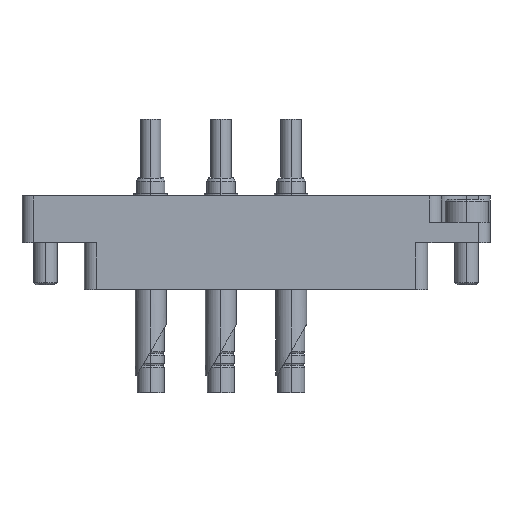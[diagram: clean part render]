
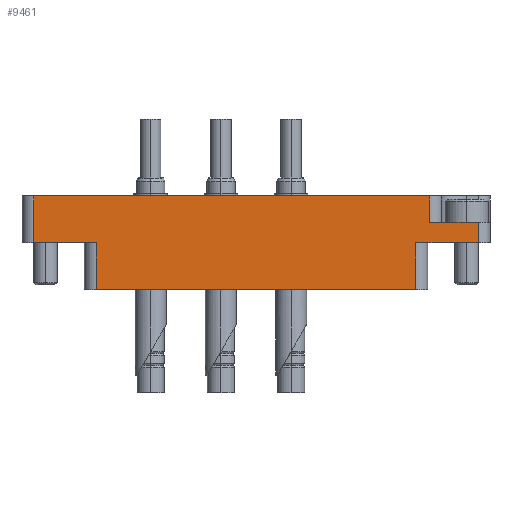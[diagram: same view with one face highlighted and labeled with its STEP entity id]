
A CAD part, left-side view. The second image highlights one B-rep face of the part: STEP entity #9461.
In plain terms, the highlighted face is planar.
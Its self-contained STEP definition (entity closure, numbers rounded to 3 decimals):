
#40 = CARTESIAN_POINT ( 'NONE',  ( -20.5, -6., 14.35 ) ) ;
#216 = LINE ( 'NONE', #3882, #2290 ) ;
#257 = VERTEX_POINT ( 'NONE', #6267 ) ;
#304 = CARTESIAN_POINT ( 'NONE',  ( 20.5, 0., 14.35 ) ) ;
#535 = EDGE_CURVE ( 'NONE', #6743, #3344, #4986, .T. ) ;
#572 = EDGE_CURVE ( 'NONE', #4224, #764, #10412, .T. ) ;
#661 = VERTEX_POINT ( 'NONE', #785 ) ;
#764 = VERTEX_POINT ( 'NONE', #304 ) ;
#785 = CARTESIAN_POINT ( 'NONE',  ( 28.5, 2.6, 14.35 ) ) ;
#870 = ORIENTED_EDGE ( 'NONE', *, *, #6080, .T. ) ;
#949 = CARTESIAN_POINT ( 'NONE',  ( -28.5, 6., 14.35 ) ) ;
#956 = LINE ( 'NONE', #6274, #1238 ) ;
#1238 = VECTOR ( 'NONE', #9870, 1000. ) ;
#1272 = CARTESIAN_POINT ( 'NONE',  ( 20.5, 0., 14.35 ) ) ;
#1544 = VERTEX_POINT ( 'NONE', #3641 ) ;
#1577 = CARTESIAN_POINT ( 'NONE',  ( 28.5, 2.6, 14.35 ) ) ;
#1754 = LINE ( 'NONE', #2692, #3998 ) ;
#1892 = FACE_OUTER_BOUND ( 'NONE', #3156, .T. ) ;
#2128 = EDGE_CURVE ( 'NONE', #8398, #764, #1754, .T. ) ;
#2154 = DIRECTION ( 'NONE',  ( 0., 1., 0. ) ) ;
#2200 = ORIENTED_EDGE ( 'NONE', *, *, #10832, .T. ) ;
#2290 = VECTOR ( 'NONE', #4825, 1000. ) ;
#2528 = DIRECTION ( 'NONE',  ( -1., 0., 0. ) ) ;
#2692 = CARTESIAN_POINT ( 'NONE',  ( 30., 0., 14.35 ) ) ;
#2750 = CARTESIAN_POINT ( 'NONE',  ( -28.5, 0., 14.35 ) ) ;
#2884 = DIRECTION ( 'NONE',  ( 0., -1., 0. ) ) ;
#3156 = EDGE_LOOP ( 'NONE', ( #11268, #10456, #9740, #9309, #8535, #9160, #4571, #2200, #5584, #870 ) ) ;
#3344 = VERTEX_POINT ( 'NONE', #2750 ) ;
#3402 = DIRECTION ( 'NONE',  ( -1., 0., 0. ) ) ;
#3587 = LINE ( 'NONE', #5541, #9746 ) ;
#3616 = LINE ( 'NONE', #5456, #11007 ) ;
#3641 = CARTESIAN_POINT ( 'NONE',  ( 22.25, 2.6, 14.35 ) ) ;
#3767 = LINE ( 'NONE', #10961, #9284 ) ;
#3882 = CARTESIAN_POINT ( 'NONE',  ( 30., 2.6, 14.35 ) ) ;
#3998 = VECTOR ( 'NONE', #2528, 1000. ) ;
#4224 = VERTEX_POINT ( 'NONE', #8212 ) ;
#4571 = ORIENTED_EDGE ( 'NONE', *, *, #7774, .F. ) ;
#4721 = DIRECTION ( 'NONE',  ( -1., 0., 0. ) ) ;
#4825 = DIRECTION ( 'NONE',  ( 1., 0., 0. ) ) ;
#4986 = LINE ( 'NONE', #6873, #6094 ) ;
#5116 = LINE ( 'NONE', #1577, #6098 ) ;
#5456 = CARTESIAN_POINT ( 'NONE',  ( 22.25, 0., 14.35 ) ) ;
#5541 = CARTESIAN_POINT ( 'NONE',  ( -30., 6., 14.35 ) ) ;
#5584 = ORIENTED_EDGE ( 'NONE', *, *, #535, .F. ) ;
#5698 = VERTEX_POINT ( 'NONE', #40 ) ;
#6080 = EDGE_CURVE ( 'NONE', #6743, #5698, #956, .T. ) ;
#6094 = VECTOR ( 'NONE', #10290, 1000. ) ;
#6098 = VECTOR ( 'NONE', #10600, 1000. ) ;
#6267 = CARTESIAN_POINT ( 'NONE',  ( 22.25, 6., 14.35 ) ) ;
#6274 = CARTESIAN_POINT ( 'NONE',  ( -20.5, 0., 14.35 ) ) ;
#6363 = DIRECTION ( 'NONE',  ( 1., 0., 0. ) ) ;
#6743 = VERTEX_POINT ( 'NONE', #9843 ) ;
#6873 = CARTESIAN_POINT ( 'NONE',  ( 30., 0., 14.35 ) ) ;
#7774 = EDGE_CURVE ( 'NONE', #9462, #257, #3587, .T. ) ;
#8092 = DIRECTION ( 'NONE',  ( 0., 0., -1. ) ) ;
#8212 = CARTESIAN_POINT ( 'NONE',  ( 20.5, -6., 14.35 ) ) ;
#8398 = VERTEX_POINT ( 'NONE', #8872 ) ;
#8433 = EDGE_CURVE ( 'NONE', #1544, #257, #3616, .T. ) ;
#8519 = AXIS2_PLACEMENT_3D ( 'NONE', #9093, #8092, #4721 ) ;
#8535 = ORIENTED_EDGE ( 'NONE', *, *, #9901, .F. ) ;
#8781 = CARTESIAN_POINT ( 'NONE',  ( -22., -6., 14.35 ) ) ;
#8872 = CARTESIAN_POINT ( 'NONE',  ( 28.5, 0., 14.35 ) ) ;
#9093 = CARTESIAN_POINT ( 'NONE',  ( -30., 0., 14.35 ) ) ;
#9160 = ORIENTED_EDGE ( 'NONE', *, *, #8433, .T. ) ;
#9284 = VECTOR ( 'NONE', #2884, 1000. ) ;
#9309 = ORIENTED_EDGE ( 'NONE', *, *, #11102, .T. ) ;
#9461 = ADVANCED_FACE ( 'NONE', ( #1892 ), #10030, .F. ) ;
#9462 = VERTEX_POINT ( 'NONE', #949 ) ;
#9740 = ORIENTED_EDGE ( 'NONE', *, *, #2128, .F. ) ;
#9746 = VECTOR ( 'NONE', #6363, 1000. ) ;
#9843 = CARTESIAN_POINT ( 'NONE',  ( -20.5, 0., 14.35 ) ) ;
#9870 = DIRECTION ( 'NONE',  ( 0., -1., 0. ) ) ;
#9901 = EDGE_CURVE ( 'NONE', #1544, #661, #216, .T. ) ;
#10030 = PLANE ( 'NONE',  #8519 ) ;
#10087 = EDGE_CURVE ( 'NONE', #4224, #5698, #11368, .T. ) ;
#10290 = DIRECTION ( 'NONE',  ( -1., 0., 0. ) ) ;
#10412 = LINE ( 'NONE', #1272, #10417 ) ;
#10417 = VECTOR ( 'NONE', #2154, 1000. ) ;
#10456 = ORIENTED_EDGE ( 'NONE', *, *, #572, .T. ) ;
#10600 = DIRECTION ( 'NONE',  ( 0., 1., 0. ) ) ;
#10756 = DIRECTION ( 'NONE',  ( 0., 1., 0. ) ) ;
#10832 = EDGE_CURVE ( 'NONE', #9462, #3344, #3767, .T. ) ;
#10961 = CARTESIAN_POINT ( 'NONE',  ( -28.5, 0., 14.35 ) ) ;
#10967 = VECTOR ( 'NONE', #3402, 1000. ) ;
#11007 = VECTOR ( 'NONE', #10756, 1000. ) ;
#11102 = EDGE_CURVE ( 'NONE', #8398, #661, #5116, .T. ) ;
#11268 = ORIENTED_EDGE ( 'NONE', *, *, #10087, .F. ) ;
#11368 = LINE ( 'NONE', #8781, #10967 ) ;
